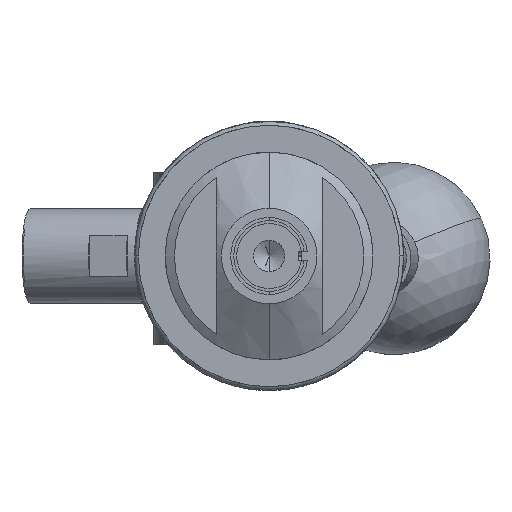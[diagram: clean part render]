
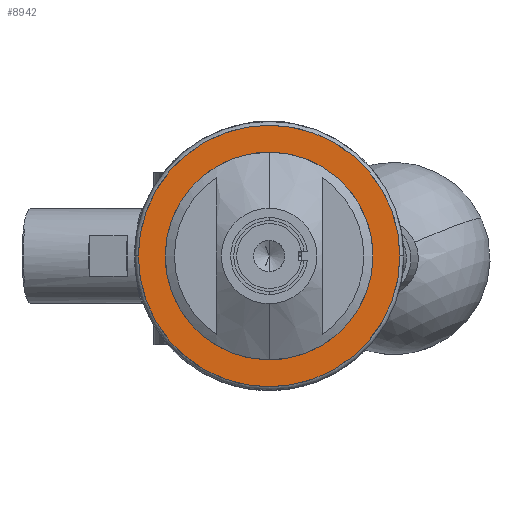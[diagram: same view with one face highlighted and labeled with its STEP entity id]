
A CAD part, left-side view. The second image highlights one B-rep face of the part: STEP entity #8942.
In plain terms, the highlighted planar face has unit normal (-1, 0, 0).
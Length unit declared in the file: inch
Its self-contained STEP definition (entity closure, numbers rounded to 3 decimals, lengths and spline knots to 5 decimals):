
#104 = EDGE_CURVE ( 'NONE', #14109, #14919, #6945, .T. ) ;
#185 = CARTESIAN_POINT ( 'NONE',  ( -4.408, 0., -0.85 ) ) ;
#411 = CARTESIAN_POINT ( 'NONE',  ( -4.408, 0., -0.265 ) ) ;
#510 = AXIS2_PLACEMENT_3D ( 'NONE', #8473, #15111, #6004 ) ;
#520 = DIRECTION ( 'NONE',  ( 0., 0., -1. ) ) ;
#683 = FACE_BOUND ( 'NONE', #11980, .T. ) ;
#932 = DIRECTION ( 'NONE',  ( 0., 0., 1. ) ) ;
#1207 = ORIENTED_EDGE ( 'NONE', *, *, #104, .T. ) ;
#1294 = AXIS2_PLACEMENT_3D ( 'NONE', #1618, #6851, #9493 ) ;
#1618 = CARTESIAN_POINT ( 'NONE',  ( -4.408, 0., 0. ) ) ;
#2392 = CARTESIAN_POINT ( 'NONE',  ( -4.408, 0.265, 0. ) ) ;
#2393 = CIRCLE ( 'NONE', #1294, 0.85 ) ;
#2611 = ORIENTED_EDGE ( 'NONE', *, *, #12505, .T. ) ;
#2801 = DIRECTION ( 'NONE',  ( 0., 0., -1. ) ) ;
#4015 = VERTEX_POINT ( 'NONE', #411 ) ;
#4083 = CARTESIAN_POINT ( 'NONE',  ( -4.408, 0., 0. ) ) ;
#4187 = CARTESIAN_POINT ( 'NONE',  ( -4.408, 0., 0.265 ) ) ;
#4738 = VERTEX_POINT ( 'NONE', #4187 ) ;
#5420 = EDGE_LOOP ( 'NONE', ( #2611, #1207 ) ) ;
#6004 = DIRECTION ( 'NONE',  ( 0., 0., -1. ) ) ;
#6012 = DIRECTION ( 'NONE',  ( -1., 0., 0. ) ) ;
#6851 = DIRECTION ( 'NONE',  ( -1., 0., 0. ) ) ;
#6859 = CIRCLE ( 'NONE', #15284, 0.265 ) ;
#6945 = CIRCLE ( 'NONE', #9680, 0.85 ) ;
#7446 = ORIENTED_EDGE ( 'NONE', *, *, #10389, .F. ) ;
#7599 = ORIENTED_EDGE ( 'NONE', *, *, #8895, .F. ) ;
#8473 = CARTESIAN_POINT ( 'NONE',  ( -4.408, 0., 0. ) ) ;
#8895 = EDGE_CURVE ( 'NONE', #4738, #4015, #6859, .T. ) ;
#8942 = ADVANCED_FACE ( 'NONE', ( #683, #13637 ), #11413, .F. ) ;
#9493 = DIRECTION ( 'NONE',  ( 0., 0., -1. ) ) ;
#9680 = AXIS2_PLACEMENT_3D ( 'NONE', #13007, #10522, #2801 ) ;
#10389 = EDGE_CURVE ( 'NONE', #4015, #4738, #10916, .T. ) ;
#10522 = DIRECTION ( 'NONE',  ( -1., 0., 0. ) ) ;
#10916 = CIRCLE ( 'NONE', #510, 0.265 ) ;
#11413 = PLANE ( 'NONE',  #15014 ) ;
#11586 = DIRECTION ( 'NONE',  ( 1., 0., 0. ) ) ;
#11980 = EDGE_LOOP ( 'NONE', ( #7446, #7599 ) ) ;
#12505 = EDGE_CURVE ( 'NONE', #14919, #14109, #2393, .T. ) ;
#12842 = CARTESIAN_POINT ( 'NONE',  ( -4.408, 0., 0.85 ) ) ;
#13007 = CARTESIAN_POINT ( 'NONE',  ( -4.408, 0., 0. ) ) ;
#13637 = FACE_OUTER_BOUND ( 'NONE', #5420, .T. ) ;
#14109 = VERTEX_POINT ( 'NONE', #12842 ) ;
#14919 = VERTEX_POINT ( 'NONE', #185 ) ;
#15014 = AXIS2_PLACEMENT_3D ( 'NONE', #2392, #11586, #932 ) ;
#15111 = DIRECTION ( 'NONE',  ( -1., 0., 0. ) ) ;
#15284 = AXIS2_PLACEMENT_3D ( 'NONE', #4083, #6012, #520 ) ;
